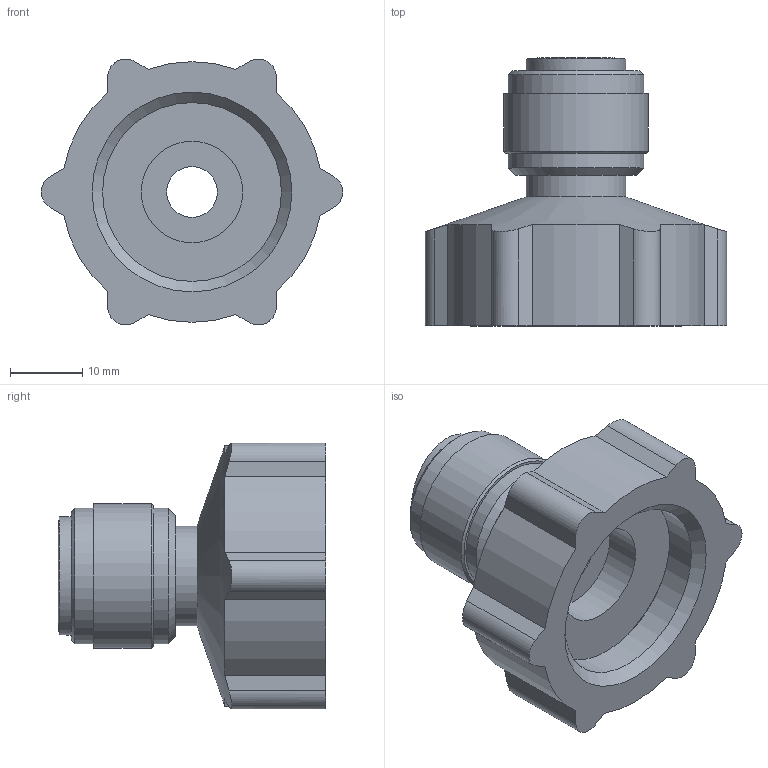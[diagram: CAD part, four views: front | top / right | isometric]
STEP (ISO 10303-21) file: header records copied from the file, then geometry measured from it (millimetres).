
FILE_DESCRIPTION(/* description */ (''),/* implementation_level */ '2;1');
FILE_NAME(/* name */ 'HCF 3-8-NH06.stp',/* time_stamp */ '2019-02-21T14:20:06+09:00',/* author */ ('DIAMOND'),/* organization */ (''),/* preprocessor_version */ 'ST-DEVELOPER v15.6',/* originating_system */ 'Autodesk Inventor 2015',/* authorisation */ '');
FILE_SCHEMA (('AUTOMOTIVE_DESIGN { 1 0 10303 214 3 1 1 }'));
Length unit declared in the file: millimetre
Products named in the file (1): HCF 3-8-NH06
Bounding box: 41.6 x 37 x 36.7 mm (x, y, z)
Volume: 16219 mm3; surface area: 6962.8 mm2
Topology: 1 solids, 1 shells, 50 faces, 123 edges, 81 vertices
Faces by surface type: cylinder 21, plane 20, cone 6, bspline 2, torus 1
Full cylindrical faces by diameter (mm): 7 x1, 9.7 x1, 13.8 x1, 14 x1, 18.7 x2, 20 x1, 24.7 x1, 28.2 x1
Entity records: 1554 total; most frequent: CARTESIAN_POINT 434, DIRECTION 223, ORIENTED_EDGE 212, EDGE_CURVE 106, AXIS2_PLACEMENT_3D 93, VERTEX_POINT 80, EDGE_LOOP 74, FACE_OUTER_BOUND 50
